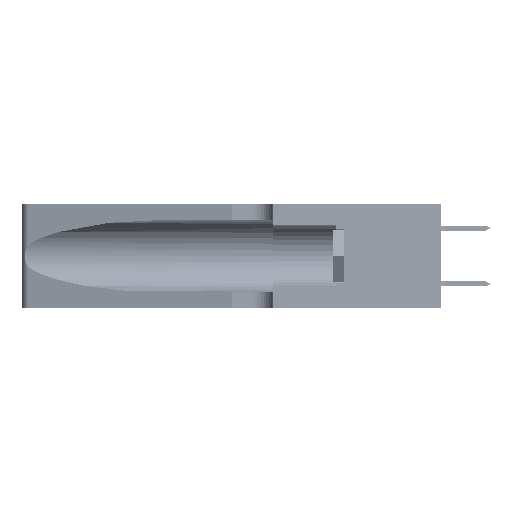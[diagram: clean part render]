
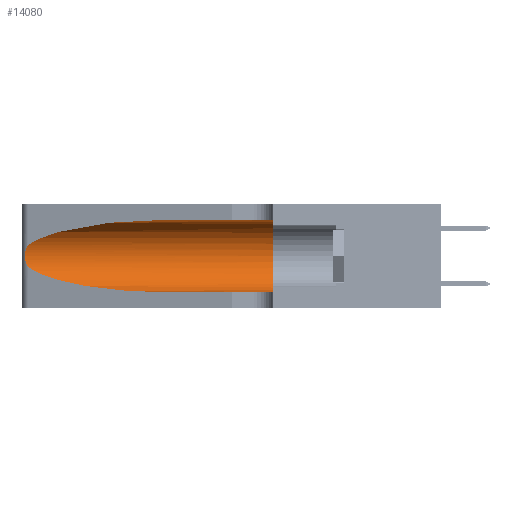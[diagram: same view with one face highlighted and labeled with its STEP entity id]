
A CAD part, left-side view. The second image highlights one B-rep face of the part: STEP entity #14080.
In plain terms, the highlighted cylindrical face has radius 3.308 mm (diameter 6.617 mm), a partial arc.
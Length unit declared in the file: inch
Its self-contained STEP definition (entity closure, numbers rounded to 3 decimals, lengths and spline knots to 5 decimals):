
#105 = CARTESIAN_POINT ( 'NONE',  ( 0.25487, 1.22718, 0.14631 ) ) ;
#465 = CARTESIAN_POINT ( 'NONE',  ( 0.2373, 1.15595, 0.08982 ) ) ;
#942 = VERTEX_POINT ( 'NONE', #36124 ) ;
#2000 = VERTEX_POINT ( 'NONE', #3855 ) ;
#2327 = ORIENTED_EDGE ( 'NONE', *, *, #27537, .F. ) ;
#2758 = DIRECTION ( 'NONE',  ( 0., 1., 0. ) ) ;
#3479 = CARTESIAN_POINT ( 'NONE',  ( 0.25487, 1.22718, 0.22369 ) ) ;
#3855 = CARTESIAN_POINT ( 'NONE',  ( 0.1305, 0.72297, 0.05475 ) ) ;
#4022 = CARTESIAN_POINT ( 'NONE',  ( 0.25487, 1.22718, 0.22369 ) ) ;
#4355 = CYLINDRICAL_SURFACE ( 'NONE', #45503, 0.13025 ) ;
#4636 = CARTESIAN_POINT ( 'NONE',  ( 0.1305, 1.61858, 0.31525 ) ) ;
#4776 = CARTESIAN_POINT ( 'NONE',  ( 0.25555, 1.22993, 0.14849 ) ) ;
#7316 = DIRECTION ( 'NONE',  ( 0., 0., -1. ) ) ;
#7388 = LINE ( 'NONE', #17251, #49498 ) ;
#7925 = CARTESIAN_POINT ( 'NONE',  ( 0.25555, 1.22994, 0.2215 ) ) ;
#8102 = CARTESIAN_POINT ( 'NONE',  ( 0.25639, 1.23184, 0.21858 ) ) ;
#8837 = CARTESIAN_POINT ( 'NONE',  ( 0.1305, 0.72297, 0.05475 ) ) ;
#10988 = CARTESIAN_POINT ( 'NONE',  ( 0.1305, 0.72297, 0.31525 ) ) ;
#11163 = CARTESIAN_POINT ( 'NONE',  ( 0.1305, 0.35, 0.185 ) ) ;
#11285 = CARTESIAN_POINT ( 'NONE',  ( 0.1305, 1.61858, 0.185 ) ) ;
#11725 = CARTESIAN_POINT ( 'NONE',  ( 0.1305, 0.35, 0.31525 ) ) ;
#14080 = ADVANCED_FACE ( 'NONE', ( #27340 ), #4355, .F. ) ;
#15313 =( BOUNDED_CURVE ( )  B_SPLINE_CURVE ( 3, ( #105, #465, #49315, #8837 ),
 .UNSPECIFIED., .F., .F. ) 
 B_SPLINE_CURVE_WITH_KNOTS ( ( 4, 4 ),
 ( 3.44316, 4.71239 ),
 .UNSPECIFIED. ) 
 CURVE ( )  GEOMETRIC_REPRESENTATION_ITEM ( )  RATIONAL_B_SPLINE_CURVE ( ( 1., 0.87, 0.87, 1. ) ) 
 REPRESENTATION_ITEM ( '' )  );
#17251 = CARTESIAN_POINT ( 'NONE',  ( 0.1305, 1.61858, 0.05475 ) ) ;
#17308 = EDGE_CURVE ( 'NONE', #51752, #942, #49238, .T. ) ;
#19227 = B_SPLINE_CURVE_WITH_KNOTS ( 'NONE', 3,
 ( #4022, #7925, #8102, #32533, #32178, #24189, #36294, #24018, #49915, #39563, #31872, #24069, #4776, #43208 ),
 .UNSPECIFIED., .F., .F.,
 ( 4, 2, 2, 2, 2, 2, 4 ),
 ( 0., 0.00027, 0.00053, 0.00107, 0.0016, 0.00187, 0.00214 ),
 .UNSPECIFIED. ) ;
#21720 = CARTESIAN_POINT ( 'NONE',  ( 0.1305, 0.35, 0.05475 ) ) ;
#22875 = VERTEX_POINT ( 'NONE', #42078 ) ;
#23289 = CARTESIAN_POINT ( 'NONE',  ( 0.18966, 0.96281, 0.31525 ) ) ;
#24018 = CARTESIAN_POINT ( 'NONE',  ( 0.26075, 1.23896, 0.178 ) ) ;
#24069 = CARTESIAN_POINT ( 'NONE',  ( 0.25639, 1.23186, 0.15144 ) ) ;
#24189 = CARTESIAN_POINT ( 'NONE',  ( 0.26018, 1.23835, 0.19895 ) ) ;
#24401 = EDGE_CURVE ( 'NONE', #2000, #25834, #7388, .T. ) ;
#25834 = VERTEX_POINT ( 'NONE', #21720 ) ;
#26216 = EDGE_CURVE ( 'NONE', #942, #22875, #19227, .T. ) ;
#27330 = DIRECTION ( 'NONE',  ( 0., -1., 0. ) ) ;
#27340 = FACE_OUTER_BOUND ( 'NONE', #52479, .T. ) ;
#27537 = EDGE_CURVE ( 'NONE', #40450, #25834, #27542, .T. ) ;
#27542 = CIRCLE ( 'NONE', #43611, 0.13025 ) ;
#29698 = LINE ( 'NONE', #4636, #46289 ) ;
#31872 = CARTESIAN_POINT ( 'NONE',  ( 0.25789, 1.23486, 0.15765 ) ) ;
#32178 = CARTESIAN_POINT ( 'NONE',  ( 0.25854, 1.2359, 0.20912 ) ) ;
#32533 = CARTESIAN_POINT ( 'NONE',  ( 0.25787, 1.23484, 0.2124 ) ) ;
#33892 = CARTESIAN_POINT ( 'NONE',  ( 0.1305, 0.72297, 0.31525 ) ) ;
#35569 = DIRECTION ( 'NONE',  ( 0., 0., 1. ) ) ;
#35943 = EDGE_CURVE ( 'NONE', #51752, #40450, #29698, .T. ) ;
#36124 = CARTESIAN_POINT ( 'NONE',  ( 0.25487, 1.22718, 0.22369 ) ) ;
#36209 = ORIENTED_EDGE ( 'NONE', *, *, #42613, .T. ) ;
#36294 = CARTESIAN_POINT ( 'NONE',  ( 0.26075, 1.23896, 0.19203 ) ) ;
#37281 = DIRECTION ( 'NONE',  ( 0., -1., 0. ) ) ;
#39487 = CARTESIAN_POINT ( 'NONE',  ( 0.2373, 1.15595, 0.28018 ) ) ;
#39563 = CARTESIAN_POINT ( 'NONE',  ( 0.25856, 1.23593, 0.16098 ) ) ;
#40450 = VERTEX_POINT ( 'NONE', #11725 ) ;
#42078 = CARTESIAN_POINT ( 'NONE',  ( 0.25487, 1.22718, 0.14631 ) ) ;
#42613 = EDGE_CURVE ( 'NONE', #22875, #2000, #15313, .T. ) ;
#43208 = CARTESIAN_POINT ( 'NONE',  ( 0.25487, 1.22718, 0.14631 ) ) ;
#43611 = AXIS2_PLACEMENT_3D ( 'NONE', #11163, #2758, #35569 ) ;
#45233 = ORIENTED_EDGE ( 'NONE', *, *, #26216, .T. ) ;
#45503 = AXIS2_PLACEMENT_3D ( 'NONE', #11285, #27330, #7316 ) ;
#46289 = VECTOR ( 'NONE', #37281, 39.37008 ) ;
#47058 = ORIENTED_EDGE ( 'NONE', *, *, #35943, .F. ) ;
#48306 = ORIENTED_EDGE ( 'NONE', *, *, #17308, .T. ) ;
#49238 =( BOUNDED_CURVE ( )  B_SPLINE_CURVE ( 3, ( #10988, #23289, #39487, #3479 ),
 .UNSPECIFIED., .F., .F. ) 
 B_SPLINE_CURVE_WITH_KNOTS ( ( 4, 4 ),
 ( 1.5708, 2.84003 ),
 .UNSPECIFIED. ) 
 CURVE ( )  GEOMETRIC_REPRESENTATION_ITEM ( )  RATIONAL_B_SPLINE_CURVE ( ( 1., 0.87, 0.87, 1. ) ) 
 REPRESENTATION_ITEM ( '' )  );
#49315 = CARTESIAN_POINT ( 'NONE',  ( 0.18966, 0.96281, 0.05475 ) ) ;
#49473 = DIRECTION ( 'NONE',  ( 0., -1., 0. ) ) ;
#49498 = VECTOR ( 'NONE', #49473, 39.37008 ) ;
#49915 = CARTESIAN_POINT ( 'NONE',  ( 0.26017, 1.23833, 0.17102 ) ) ;
#50740 = ORIENTED_EDGE ( 'NONE', *, *, #24401, .T. ) ;
#51752 = VERTEX_POINT ( 'NONE', #33892 ) ;
#52479 = EDGE_LOOP ( 'NONE', ( #48306, #45233, #36209, #50740, #2327, #47058 ) ) ;
